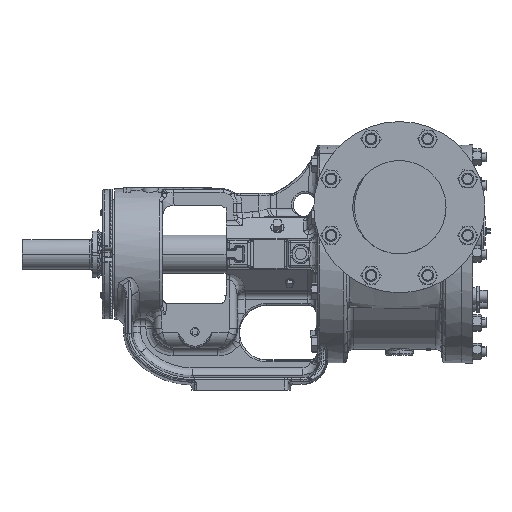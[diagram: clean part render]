
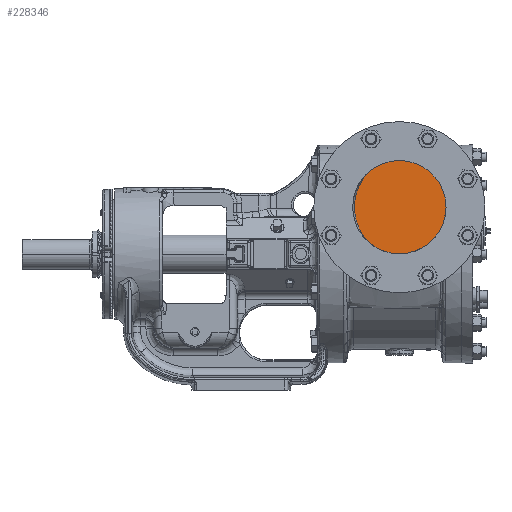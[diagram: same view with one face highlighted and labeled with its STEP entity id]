
A CAD part, top view. The second image highlights one B-rep face of the part: STEP entity #228346.
In plain terms, the highlighted planar face has unit normal (0, 0, 1).
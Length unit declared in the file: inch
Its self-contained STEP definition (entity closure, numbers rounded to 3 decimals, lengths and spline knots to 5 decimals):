
#2896 = LINE ( 'NONE', #238287, #8728 ) ;
#3165 = CIRCLE ( 'NONE', #78575, 3. ) ;
#8728 = VECTOR ( 'NONE', #127191, 39.37008 ) ;
#9317 = CARTESIAN_POINT ( 'NONE',  ( 7.52146, 2.40518, 8.5 ) ) ;
#9401 = ORIENTED_EDGE ( 'NONE', *, *, #22448, .F. ) ;
#22448 = EDGE_CURVE ( 'Defeatured_0_2801+Defeatured_0_2816+Defeatured_0_2814+Defeatured_0_2804', #234172, #217204, #27557, .T. ) ;
#24287 = VERTEX_POINT ( 'NONE', #47428 ) ;
#25240 = ORIENTED_EDGE ( 'NONE', *, *, #135285, .T. ) ;
#27557 = CIRCLE ( 'NONE', #193961, 3. ) ;
#33253 = CARTESIAN_POINT ( 'NONE',  ( 1.90344, 4.22125, 8.5 ) ) ;
#38799 = CARTESIAN_POINT ( 'NONE',  ( 7.57785, 2.71575, 8.5 ) ) ;
#43328 = EDGE_CURVE ( 'Defeatured_0_2801+Defeatured_0_2816+Defeatured_0_2814+Defeatured_0_2804', #102219, #234172, #3165, .T. ) ;
#43784 = AXIS2_PLACEMENT_3D ( 'NONE', #98785, #228682, #117476 ) ;
#46571 = CARTESIAN_POINT ( 'NONE',  ( 7.55442, 2.5566, 8.5 ) ) ;
#47428 = CARTESIAN_POINT ( 'NONE',  ( 2.54785, 0.79785, 8.5 ) ) ;
#48853 = CARTESIAN_POINT ( 'NONE',  ( 4.58, 3., 8.5 ) ) ;
#51050 = CARTESIAN_POINT ( 'NONE',  ( 2.43091, 5.079, 8.5 ) ) ;
#51163 = DIRECTION ( 'NONE',  ( 0., 0., -1. ) ) ;
#51834 = CARTESIAN_POINT ( 'NONE',  ( 1.66868, 3., 8.5 ) ) ;
#54074 = B_SPLINE_CURVE_WITH_KNOTS ( 'NONE', 3,
 ( #72473, #183548, #220939, #109740 ),
 .UNSPECIFIED., .F., .F.,
 ( 4, 4 ),
 ( 0., 0.00114 ),
 .UNSPECIFIED. ) ;
#57372 = CARTESIAN_POINT ( 'NONE',  ( 7.56294, 2.596, 8.5 ) ) ;
#67440 = DIRECTION ( 'NONE',  ( 1., 0., 0. ) ) ;
#68542 = EDGE_CURVE ( 'Defeatured_0_2810+Defeatured_0_2816+Defeatured_0_2804+Defeatured_0_2808', #118552, #170719, #82269, .T. ) ;
#69549 = EDGE_CURVE ( 'Defeatured_0_2816+Defeatured_0_2808+Defeatured_0_2801+Defeatured_0_2810', #191670, #170719, #77548, .T. ) ;
#70455 = CARTESIAN_POINT ( 'NONE',  ( 1.90344, 1.77875, 8.5 ) ) ;
#72473 = CARTESIAN_POINT ( 'NONE',  ( 2.5645, 5.21984, 8.5 ) ) ;
#77391 = DIRECTION ( 'NONE',  ( 0., 0., -1. ) ) ;
#77548 = B_SPLINE_CURVE_WITH_KNOTS ( 'NONE', 3,
 ( #139042, #9317, #157673, #46571 ),
 .UNSPECIFIED., .F., .F.,
 ( 4, 4 ),
 ( 0., 0.0059 ),
 .UNSPECIFIED. ) ;
#77693 = AXIS2_PLACEMENT_3D ( 'NONE', #106803, #236642, #125608 ) ;
#78575 = AXIS2_PLACEMENT_3D ( 'NONE', #188452, #77391, #207138 ) ;
#82269 = B_SPLINE_CURVE_WITH_KNOTS ( 'NONE', 3,
 ( #131293, #149891, #38799, #168528, #57372, #187118 ),
 .UNSPECIFIED., .F., .F.,
 ( 4, 2, 4 ),
 ( 0., 0.00306, 0.00612 ),
 .UNSPECIFIED. ) ;
#89012 = CARTESIAN_POINT ( 'NONE',  ( 2.42082, 0.9339, 8.5 ) ) ;
#90792 = EDGE_LOOP ( 'NONE', ( #122959, #153398, #210198, #25240, #9401, #162844, #163068, #143353, #191442, #217949 ) ) ;
#90937 = CARTESIAN_POINT ( 'NONE',  ( 2.59683, 5.25101, 8.5 ) ) ;
#96851 = EDGE_CURVE ( 'Defeatured_0_2816+Defeatured_0_2805+Defeatured_0_2814+Defeatured_0_2811', #107612, #24287, #108465, .T. ) ;
#97986 = CIRCLE ( 'NONE', #43784, 3. ) ;
#98785 = CARTESIAN_POINT ( 'NONE',  ( 4.58, 3., 8.5 ) ) ;
#99929 = VERTEX_POINT ( 'NONE', #171027 ) ;
#100960 = CARTESIAN_POINT ( 'NONE',  ( 2.54785, 0.79785, 8.5 ) ) ;
#102219 = VERTEX_POINT ( 'NONE', #90937 ) ;
#106803 = CARTESIAN_POINT ( 'NONE',  ( 4.58, 3., 8.5 ) ) ;
#107612 = VERTEX_POINT ( 'NONE', #215848 ) ;
#108350 = CARTESIAN_POINT ( 'NONE',  ( 7.58, 2.7962, 8.5 ) ) ;
#108465 = B_SPLINE_CURVE_WITH_KNOTS ( 'NONE', 3,
 ( #236768, #51050, #144290, #33253, #162936, #51834, #181582, #70455, #200268, #89012, #218935 ),
 .UNSPECIFIED., .F., .F.,
 ( 4, 1, 1, 1, 1, 1, 1, 1, 4 ),
 ( 0.00056, 0.01552, 0.03106, 0.04661, 0.06215, 0.07769, 0.09323, 0.10877, 0.12311 ),
 .UNSPECIFIED. ) ;
#109740 = CARTESIAN_POINT ( 'NONE',  ( 2.59683, 5.25101, 8.5 ) ) ;
#115177 = AXIS2_PLACEMENT_3D ( 'NONE', #48853, #178608, #67440 ) ;
#117476 = DIRECTION ( 'NONE',  ( 1., 0., 0. ) ) ;
#118552 = VERTEX_POINT ( 'NONE', #108350 ) ;
#118713 = CARTESIAN_POINT ( 'NONE',  ( 7.50415, 2.32966, 8.5 ) ) ;
#122959 = ORIENTED_EDGE ( 'NONE', *, *, #152099, .F. ) ;
#125608 = DIRECTION ( 'NONE',  ( 1., 0., 0. ) ) ;
#127191 = DIRECTION ( 'NONE',  ( 0., 1., 0. ) ) ;
#131293 = CARTESIAN_POINT ( 'NONE',  ( 7.58, 2.7962, 8.5 ) ) ;
#134026 = CARTESIAN_POINT ( 'NONE',  ( 7.55442, 2.5566, 8.5 ) ) ;
#135285 = EDGE_CURVE ( 'Defeatured_0_2816+Defeatured_0_2804+Defeatured_0_2810+Defeatured_0_2801', #118552, #217204, #2896, .T. ) ;
#137895 = EDGE_CURVE ( 'Defeatured_0_2811+Defeatured_0_2816+Defeatured_0_2801+Defeatured_0_2805', #185872, #24287, #148940, .T. ) ;
#138213 = EDGE_CURVE ( 'Defeatured_0_2814+Defeatured_0_2816+Defeatured_0_2805+Defeatured_0_2801', #107612, #102219, #54074, .T. ) ;
#139042 = CARTESIAN_POINT ( 'NONE',  ( 7.50415, 2.32966, 8.5 ) ) ;
#143353 = ORIENTED_EDGE ( 'NONE', *, *, #96851, .T. ) ;
#144290 = CARTESIAN_POINT ( 'NONE',  ( 2.18369, 4.76424, 8.5 ) ) ;
#148940 = B_SPLINE_CURVE_WITH_KNOTS ( 'NONE', 3,
 ( #174786, #155336, #212096, #100960 ),
 .UNSPECIFIED., .F., .F.,
 ( 4, 4 ),
 ( 0., 0.00238 ),
 .UNSPECIFIED. ) ;
#149891 = CARTESIAN_POINT ( 'NONE',  ( 7.58, 2.75589, 8.5 ) ) ;
#152099 = EDGE_CURVE ( 'Defeatured_0_2801+Defeatured_0_2816+Defeatured_0_2808+Defeatured_0_2811', #191670, #99929, #195308, .T. ) ;
#153398 = ORIENTED_EDGE ( 'NONE', *, *, #69549, .T. ) ;
#154116 = EDGE_CURVE ( 'Defeatured_0_2801+Defeatured_0_2816+Defeatured_0_2808+Defeatured_0_2811', #99929, #185872, #97986, .T. ) ;
#155336 = CARTESIAN_POINT ( 'NONE',  ( 2.59168, 0.75332, 8.5 ) ) ;
#157673 = CARTESIAN_POINT ( 'NONE',  ( 7.53807, 2.48086, 8.5 ) ) ;
#162236 = CARTESIAN_POINT ( 'NONE',  ( 4.58, 3., 8.5 ) ) ;
#162844 = ORIENTED_EDGE ( 'NONE', *, *, #43328, .F. ) ;
#162936 = CARTESIAN_POINT ( 'NONE',  ( 1.72802, 3.62301, 8.5 ) ) ;
#163027 = FACE_OUTER_BOUND ( 'NONE', #90792, .T. ) ;
#163068 = ORIENTED_EDGE ( 'NONE', *, *, #138213, .F. ) ;
#168528 = CARTESIAN_POINT ( 'NONE',  ( 7.56933, 2.63585, 8.5 ) ) ;
#170719 = VERTEX_POINT ( 'NONE', #134026 ) ;
#171027 = CARTESIAN_POINT ( 'NONE',  ( 4.58, 0., 8.5 ) ) ;
#174786 = CARTESIAN_POINT ( 'NONE',  ( 2.61531, 0.73284, 8.5 ) ) ;
#178608 = DIRECTION ( 'NONE',  ( 0., 0., -1. ) ) ;
#179059 = CARTESIAN_POINT ( 'NONE',  ( 2.61531, 0.73284, 8.5 ) ) ;
#180893 = DIRECTION ( 'NONE',  ( 1., 0., 0. ) ) ;
#181582 = CARTESIAN_POINT ( 'NONE',  ( 1.72802, 2.37699, 8.5 ) ) ;
#183548 = CARTESIAN_POINT ( 'NONE',  ( 2.57481, 5.23072, 8.5 ) ) ;
#185872 = VERTEX_POINT ( 'NONE', #179059 ) ;
#187118 = CARTESIAN_POINT ( 'NONE',  ( 7.55442, 2.5566, 8.5 ) ) ;
#188452 = CARTESIAN_POINT ( 'NONE',  ( 4.58, 3., 8.5 ) ) ;
#191442 = ORIENTED_EDGE ( 'NONE', *, *, #137895, .F. ) ;
#191670 = VERTEX_POINT ( 'NONE', #118713 ) ;
#193961 = AXIS2_PLACEMENT_3D ( 'NONE', #162236, #51163, #180893 ) ;
#195308 = CIRCLE ( 'NONE', #115177, 3. ) ;
#200268 = CARTESIAN_POINT ( 'NONE',  ( 2.17989, 1.24312, 8.5 ) ) ;
#207138 = DIRECTION ( 'NONE',  ( 1., 0., 0. ) ) ;
#210198 = ORIENTED_EDGE ( 'NONE', *, *, #68542, .F. ) ;
#212096 = CARTESIAN_POINT ( 'NONE',  ( 2.56919, 0.77499, 8.5 ) ) ;
#215848 = CARTESIAN_POINT ( 'NONE',  ( 2.5645, 5.21984, 8.5 ) ) ;
#216420 = CARTESIAN_POINT ( 'NONE',  ( 7.58, 3., 8.5 ) ) ;
#217204 = VERTEX_POINT ( 'NONE', #216420 ) ;
#217250 = PLANE ( 'NONE',  #77693 ) ;
#217949 = ORIENTED_EDGE ( 'NONE', *, *, #154116, .F. ) ;
#218935 = CARTESIAN_POINT ( 'NONE',  ( 2.54785, 0.79785, 8.5 ) ) ;
#219249 = CARTESIAN_POINT ( 'NONE',  ( 4.58, 6., 8.5 ) ) ;
#220939 = CARTESIAN_POINT ( 'NONE',  ( 2.58559, 5.2411, 8.5 ) ) ;
#228346 = ADVANCED_FACE ( 'Defeatured_0_2816', ( #163027 ), #217250, .T. ) ;
#228682 = DIRECTION ( 'NONE',  ( 0., 0., -1. ) ) ;
#234172 = VERTEX_POINT ( 'NONE', #219249 ) ;
#236642 = DIRECTION ( 'NONE',  ( 0., 0., 1. ) ) ;
#236768 = CARTESIAN_POINT ( 'NONE',  ( 2.5645, 5.21984, 8.5 ) ) ;
#238287 = CARTESIAN_POINT ( 'NONE',  ( 7.58, 3., 8.5 ) ) ;
